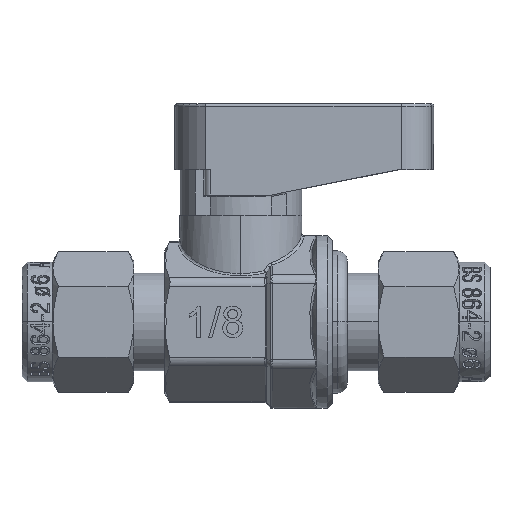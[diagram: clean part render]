
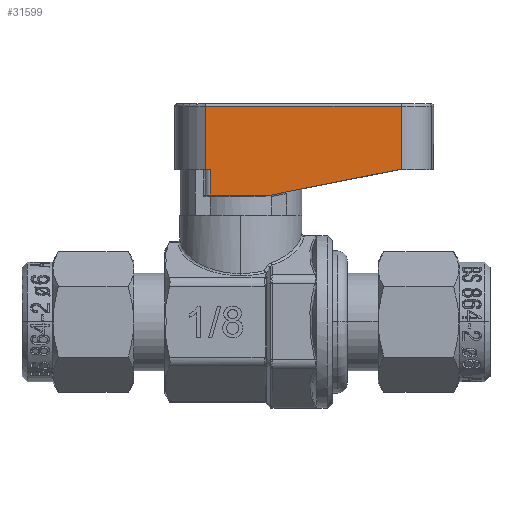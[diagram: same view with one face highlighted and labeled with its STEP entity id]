
A CAD part, top view. The second image highlights one B-rep face of the part: STEP entity #31599.
In plain terms, the highlighted planar face has unit normal (0, 0, 1).
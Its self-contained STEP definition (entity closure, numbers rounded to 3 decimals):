
#656 = EDGE_CURVE ( 'NONE', #71280, #71252, #72218, .T. ) ;
#664 = EDGE_CURVE ( 'NONE', #71273, #71279, #72230, .T. ) ;
#673 = EDGE_CURVE ( 'NONE', #71252, #71241, #72245, .T. ) ;
#674 = EDGE_CURVE ( 'NONE', #71241, #71239, #72246, .T. ) ;
#675 = EDGE_CURVE ( 'NONE', #71257, #71239, #72248, .T. ) ;
#8715 = PLANE ( 'NONE',  #9206 ) ;
#8723 = CARTESIAN_POINT ( 'NONE',  ( 1.716, 12.5, 5.5 ) ) ;
#8724 = DIRECTION ( 'NONE',  ( 0., 0., 1. ) ) ;
#8725 = DIRECTION ( 'NONE',  ( 1., 0., 0. ) ) ;
#8957 = FACE_OUTER_BOUND ( 'NONE', #77901, .T. ) ;
#9206 = AXIS2_PLACEMENT_3D ( 'NONE', #8723, #8724, #8725 ) ;
#31599 = ADVANCED_FACE ( 'NONE', ( #8957 ), #8715, .T. ) ;
#45448 = EDGE_CURVE ( 'NONE', #71279, #71280, #66117, .T. ) ;
#45463 = EDGE_CURVE ( 'NONE', #71262, #71273, #66144, .T. ) ;
#45470 = EDGE_CURVE ( 'NONE', #71257, #71262, #66154, .T. ) ;
#58455 = CARTESIAN_POINT ( 'NONE',  ( 1.716, 21.25, 5.5 ) ) ;
#58457 = CARTESIAN_POINT ( 'NONE',  ( 20.984, 21.25, 5.5 ) ) ;
#58468 = CARTESIAN_POINT ( 'NONE',  ( 20.984, 15., 5.5 ) ) ;
#58473 = CARTESIAN_POINT ( 'NONE',  ( 1.716, 15., 5.5 ) ) ;
#58478 = CARTESIAN_POINT ( 'NONE',  ( 2.18, 15., 5.5 ) ) ;
#58489 = CARTESIAN_POINT ( 'NONE',  ( 2.18, 12.5, 5.5 ) ) ;
#58495 = CARTESIAN_POINT ( 'NONE',  ( 8.18, 12.5, 5.5 ) ) ;
#58496 = CARTESIAN_POINT ( 'NONE',  ( 20.68, 15., 5.5 ) ) ;
#59025 = CARTESIAN_POINT ( 'NONE',  ( 24.18, 15., 5.5 ) ) ;
#59027 = DIRECTION ( 'NONE',  ( 1., 0., 0. ) ) ;
#66117 = LINE ( 'NONE', #68738, #66122 ) ;
#66122 = VECTOR ( 'NONE', #68753, 1000. ) ;
#66144 = LINE ( 'NONE', #68815, #66146 ) ;
#66146 = VECTOR ( 'NONE', #68805, 1000. ) ;
#66154 = LINE ( 'NONE', #68865, #66157 ) ;
#66157 = VECTOR ( 'NONE', #68868, 1000. ) ;
#66243 = CARTESIAN_POINT ( 'NONE',  ( 1.716, 12.5, 5.5 ) ) ;
#66258 = DIRECTION ( 'NONE',  ( 1., 0., 0. ) ) ;
#66287 = DIRECTION ( 'NONE',  ( 0., 1., 0. ) ) ;
#66296 = CARTESIAN_POINT ( 'NONE',  ( 20.984, 12.5, 5.5 ) ) ;
#66309 = CARTESIAN_POINT ( 'NONE',  ( 1.716, 21.25, 5.5 ) ) ;
#66311 = DIRECTION ( 'NONE',  ( -1., 0., 0. ) ) ;
#66313 = CARTESIAN_POINT ( 'NONE',  ( 1.716, 12.5, 5.5 ) ) ;
#66316 = DIRECTION ( 'NONE',  ( 0., 1., 0. ) ) ;
#68738 = CARTESIAN_POINT ( 'NONE',  ( 20.68, 15., 5.5 ) ) ;
#68753 = DIRECTION ( 'NONE',  ( 0.981, 0.196, 0. ) ) ;
#68805 = DIRECTION ( 'NONE',  ( 0., -1., 0. ) ) ;
#68815 = CARTESIAN_POINT ( 'NONE',  ( 2.18, 12.5, 5.5 ) ) ;
#68865 = CARTESIAN_POINT ( 'NONE',  ( 1.68, 15., 5.5 ) ) ;
#68868 = DIRECTION ( 'NONE',  ( 1., 0., 0. ) ) ;
#71239 = VERTEX_POINT ( 'NONE', #58455 ) ;
#71241 = VERTEX_POINT ( 'NONE', #58457 ) ;
#71252 = VERTEX_POINT ( 'NONE', #58468 ) ;
#71257 = VERTEX_POINT ( 'NONE', #58473 ) ;
#71262 = VERTEX_POINT ( 'NONE', #58478 ) ;
#71273 = VERTEX_POINT ( 'NONE', #58489 ) ;
#71279 = VERTEX_POINT ( 'NONE', #58495 ) ;
#71280 = VERTEX_POINT ( 'NONE', #58496 ) ;
#71452 = ORIENTED_EDGE ( 'NONE', *, *, #673, .T. ) ;
#71453 = ORIENTED_EDGE ( 'NONE', *, *, #674, .T. ) ;
#71454 = ORIENTED_EDGE ( 'NONE', *, *, #675, .F. ) ;
#71455 = ORIENTED_EDGE ( 'NONE', *, *, #45470, .T. ) ;
#71456 = ORIENTED_EDGE ( 'NONE', *, *, #45463, .T. ) ;
#71457 = ORIENTED_EDGE ( 'NONE', *, *, #664, .T. ) ;
#71458 = ORIENTED_EDGE ( 'NONE', *, *, #45448, .T. ) ;
#71459 = ORIENTED_EDGE ( 'NONE', *, *, #656, .T. ) ;
#72218 = LINE ( 'NONE', #59025, #72221 ) ;
#72221 = VECTOR ( 'NONE', #59027, 1000. ) ;
#72230 = LINE ( 'NONE', #66243, #72232 ) ;
#72232 = VECTOR ( 'NONE', #66258, 1000. ) ;
#72245 = LINE ( 'NONE', #66296, #72247 ) ;
#72246 = LINE ( 'NONE', #66309, #72249 ) ;
#72247 = VECTOR ( 'NONE', #66287, 1000. ) ;
#72248 = LINE ( 'NONE', #66313, #72251 ) ;
#72249 = VECTOR ( 'NONE', #66311, 1000. ) ;
#72251 = VECTOR ( 'NONE', #66316, 1000. ) ;
#77901 = EDGE_LOOP ( 'NONE', ( #71452, #71453, #71454, #71455, #71456, #71457, #71458, #71459 ) ) ;
